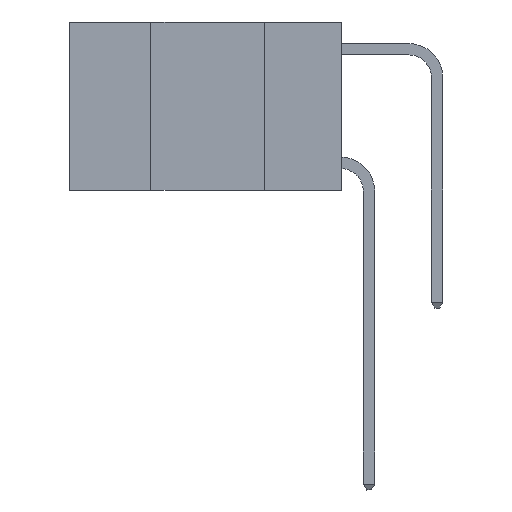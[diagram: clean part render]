
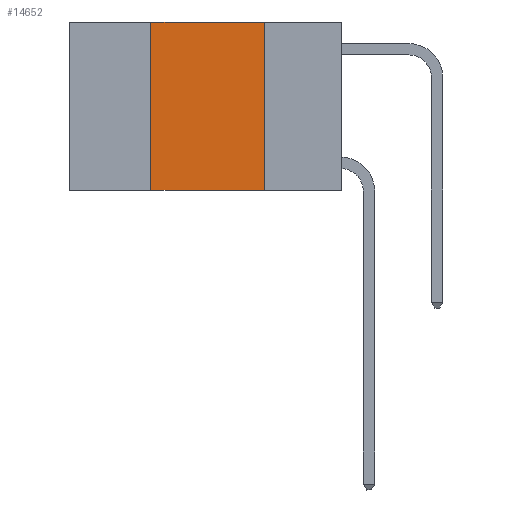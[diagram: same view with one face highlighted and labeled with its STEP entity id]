
A CAD part, left-side view. The second image highlights one B-rep face of the part: STEP entity #14652.
In plain terms, the highlighted planar face has unit normal (-1, 0, 0).
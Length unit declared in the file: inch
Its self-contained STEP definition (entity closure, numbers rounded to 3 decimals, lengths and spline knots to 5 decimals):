
#807 = VERTEX_POINT ( 'NONE', #7648 ) ;
#894 = ORIENTED_EDGE ( 'NONE', *, *, #16336, .F. ) ;
#1078 = CARTESIAN_POINT ( 'NONE',  ( 0., 0.42, 0. ) ) ;
#1618 = CARTESIAN_POINT ( 'NONE',  ( 0., 0.6, 0. ) ) ;
#2201 = CARTESIAN_POINT ( 'NONE',  ( 0., 0.17, -0.37 ) ) ;
#2351 = DIRECTION ( 'NONE',  ( 0., 0., -1. ) ) ;
#2590 = CARTESIAN_POINT ( 'NONE',  ( 0., 0.6, 0. ) ) ;
#2639 = CARTESIAN_POINT ( 'NONE',  ( 0., 0.17, 0. ) ) ;
#2926 = VECTOR ( 'NONE', #20824, 39.37008 ) ;
#3002 = PLANE ( 'NONE',  #5406 ) ;
#4491 = LINE ( 'NONE', #2590, #2926 ) ;
#4493 = EDGE_CURVE ( 'NONE', #8464, #18112, #4491, .T. ) ;
#4884 = EDGE_LOOP ( 'NONE', ( #894, #9357, #17460, #18354 ) ) ;
#5274 = VERTEX_POINT ( 'NONE', #2201 ) ;
#5406 = AXIS2_PLACEMENT_3D ( 'NONE', #1618, #14651, #10148 ) ;
#7157 = LINE ( 'NONE', #13692, #7369 ) ;
#7241 = CARTESIAN_POINT ( 'NONE',  ( 0., 0.17, 0. ) ) ;
#7369 = VECTOR ( 'NONE', #18888, 39.37008 ) ;
#7648 = CARTESIAN_POINT ( 'NONE',  ( 0., 0.42, -0.37 ) ) ;
#8050 = VECTOR ( 'NONE', #12733, 39.37008 ) ;
#8464 = VERTEX_POINT ( 'NONE', #14203 ) ;
#8516 = VECTOR ( 'NONE', #2351, 39.37008 ) ;
#9080 = LINE ( 'NONE', #1078, #8050 ) ;
#9357 = ORIENTED_EDGE ( 'NONE', *, *, #4493, .F. ) ;
#10148 = DIRECTION ( 'NONE',  ( 0., 0., -1. ) ) ;
#12190 = EDGE_CURVE ( 'NONE', #807, #5274, #7157, .T. ) ;
#12238 = EDGE_CURVE ( 'NONE', #807, #8464, #9080, .T. ) ;
#12733 = DIRECTION ( 'NONE',  ( 0., 0., 1. ) ) ;
#13692 = CARTESIAN_POINT ( 'NONE',  ( 0., 0.6, -0.37 ) ) ;
#14085 = LINE ( 'NONE', #7241, #8516 ) ;
#14203 = CARTESIAN_POINT ( 'NONE',  ( 0., 0.42, 0. ) ) ;
#14651 = DIRECTION ( 'NONE',  ( 1., 0., 0. ) ) ;
#14652 = ADVANCED_FACE ( 'NONE', ( #17605 ), #3002, .F. ) ;
#16336 = EDGE_CURVE ( 'NONE', #18112, #5274, #14085, .T. ) ;
#17460 = ORIENTED_EDGE ( 'NONE', *, *, #12238, .F. ) ;
#17605 = FACE_OUTER_BOUND ( 'NONE', #4884, .T. ) ;
#18112 = VERTEX_POINT ( 'NONE', #2639 ) ;
#18354 = ORIENTED_EDGE ( 'NONE', *, *, #12190, .T. ) ;
#18888 = DIRECTION ( 'NONE',  ( 0., -1., 0. ) ) ;
#20824 = DIRECTION ( 'NONE',  ( 0., -1., 0. ) ) ;
